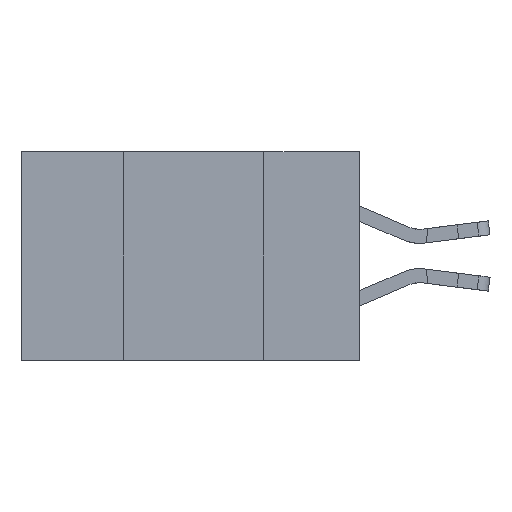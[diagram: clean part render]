
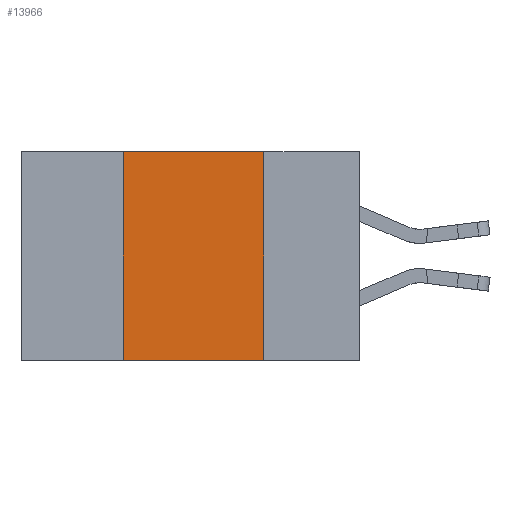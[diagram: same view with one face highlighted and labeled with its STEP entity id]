
A CAD part, left-side view. The second image highlights one B-rep face of the part: STEP entity #13966.
In plain terms, the highlighted planar face has unit normal (-1, 0, 0).
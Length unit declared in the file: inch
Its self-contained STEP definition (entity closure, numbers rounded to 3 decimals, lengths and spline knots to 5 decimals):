
#1238 = ORIENTED_EDGE ( 'NONE', *, *, #15025, .T. ) ;
#2225 = ORIENTED_EDGE ( 'NONE', *, *, #3828, .F. ) ;
#2912 = CARTESIAN_POINT ( 'NONE',  ( 0., 0.17, 0. ) ) ;
#3828 = EDGE_CURVE ( 'NONE', #18319, #16601, #15200, .T. ) ;
#6407 = LINE ( 'NONE', #14395, #18273 ) ;
#7474 = EDGE_CURVE ( 'NONE', #16641, #18319, #6407, .T. ) ;
#9090 = ORIENTED_EDGE ( 'NONE', *, *, #7474, .F. ) ;
#9517 = AXIS2_PLACEMENT_3D ( 'NONE', #15131, #12504, #29188 ) ;
#12504 = DIRECTION ( 'NONE',  ( 1., 0., 0. ) ) ;
#13187 = EDGE_CURVE ( 'NONE', #16601, #29295, #13283, .T. ) ;
#13283 = LINE ( 'NONE', #2912, #22090 ) ;
#13966 = ADVANCED_FACE ( 'NONE', ( #18018 ), #19633, .F. ) ;
#14170 = CARTESIAN_POINT ( 'NONE',  ( 0., 0.17, 0. ) ) ;
#14395 = CARTESIAN_POINT ( 'NONE',  ( 0., 0.42, 0. ) ) ;
#15025 = EDGE_CURVE ( 'NONE', #16641, #29295, #21242, .T. ) ;
#15131 = CARTESIAN_POINT ( 'NONE',  ( 0., 0.6, 0. ) ) ;
#15200 = LINE ( 'NONE', #29730, #22996 ) ;
#15330 = DIRECTION ( 'NONE',  ( 0., -1., 0. ) ) ;
#16601 = VERTEX_POINT ( 'NONE', #14170 ) ;
#16641 = VERTEX_POINT ( 'NONE', #21108 ) ;
#18018 = FACE_OUTER_BOUND ( 'NONE', #26127, .T. ) ;
#18273 = VECTOR ( 'NONE', #23833, 39.37008 ) ;
#18319 = VERTEX_POINT ( 'NONE', #19017 ) ;
#18840 = DIRECTION ( 'NONE',  ( 0., -1., 0. ) ) ;
#19017 = CARTESIAN_POINT ( 'NONE',  ( 0., 0.42, 0. ) ) ;
#19030 = VECTOR ( 'NONE', #18840, 39.37008 ) ;
#19633 = PLANE ( 'NONE',  #9517 ) ;
#19706 = DIRECTION ( 'NONE',  ( 0., 0., -1. ) ) ;
#21108 = CARTESIAN_POINT ( 'NONE',  ( 0., 0.42, -0.37 ) ) ;
#21242 = LINE ( 'NONE', #21831, #19030 ) ;
#21831 = CARTESIAN_POINT ( 'NONE',  ( 0., 0.6, -0.37 ) ) ;
#22090 = VECTOR ( 'NONE', #19706, 39.37008 ) ;
#22525 = CARTESIAN_POINT ( 'NONE',  ( 0., 0.17, -0.37 ) ) ;
#22996 = VECTOR ( 'NONE', #15330, 39.37008 ) ;
#23833 = DIRECTION ( 'NONE',  ( 0., 0., 1. ) ) ;
#26127 = EDGE_LOOP ( 'NONE', ( #27653, #2225, #9090, #1238 ) ) ;
#27653 = ORIENTED_EDGE ( 'NONE', *, *, #13187, .F. ) ;
#29188 = DIRECTION ( 'NONE',  ( 0., 0., -1. ) ) ;
#29295 = VERTEX_POINT ( 'NONE', #22525 ) ;
#29730 = CARTESIAN_POINT ( 'NONE',  ( 0., 0.6, 0. ) ) ;
